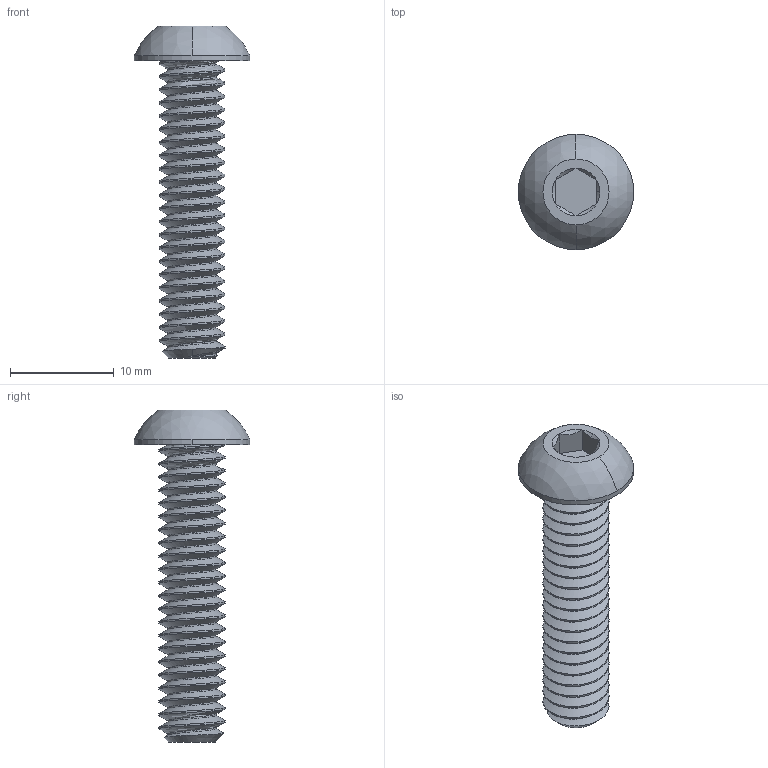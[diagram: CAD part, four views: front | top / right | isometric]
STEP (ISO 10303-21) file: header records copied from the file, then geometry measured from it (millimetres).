
FILE_DESCRIPTION (( 'STEP AP203' ), '1' );
FILE_NAME ('91255A525.step', '2014-02-28T19:14:45', ( '' ), ( '' ), 'SwSTEP 2.0', 'SolidWorks 2012', '' );
FILE_SCHEMA (( 'CONFIG_CONTROL_DESIGN' ));
Length unit declared in the file: inch
Products named in the file (1): 91255A525
Bounding box: 11.1 x 11.1 x 31.93 mm (x, y, z)
Volume: 900.9 mm3; surface area: 1139.1 mm2
Topology: 1 solids, 1 shells, 71 faces, 189 edges, 122 vertices
Faces by surface type: cylinder 46, cone 10, plane 10, bspline 3, sphere 2
Entity records: 5805 total; most frequent: CARTESIAN_POINT 4257, ORIENTED_EDGE 378, DIRECTION 241, EDGE_CURVE 189, VERTEX_POINT 122, AXIS2_PLACEMENT_3D 90, EDGE_LOOP 73, ADVANCED_FACE 71
